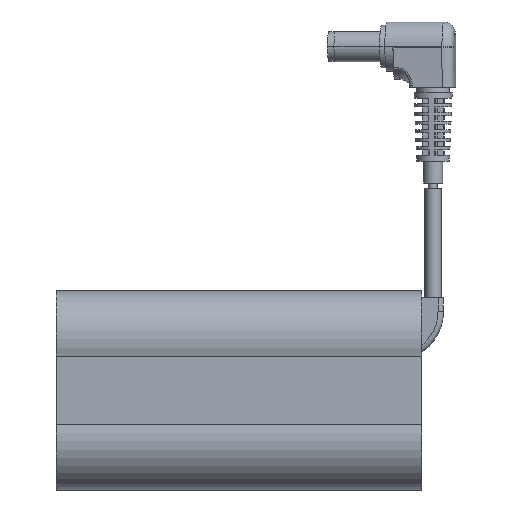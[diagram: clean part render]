
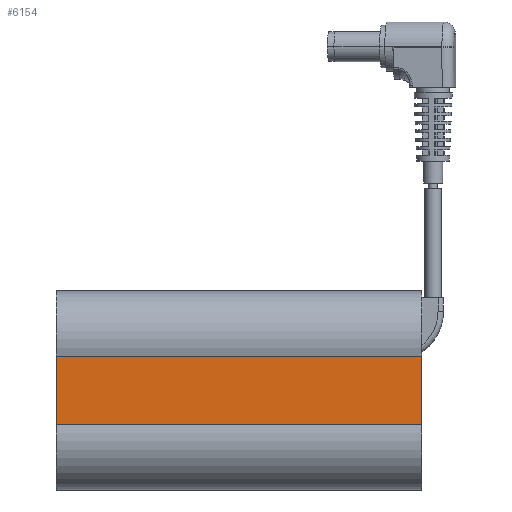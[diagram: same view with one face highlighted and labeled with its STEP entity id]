
A CAD part, front view. The second image highlights one B-rep face of the part: STEP entity #6154.
In plain terms, the highlighted planar face has unit normal (0, -1, 0).
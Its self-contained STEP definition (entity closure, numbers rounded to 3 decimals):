
#446 = CARTESIAN_POINT ( 'NONE',  ( -10.087, 16.744, -3.083 ) ) ;
#553 = CARTESIAN_POINT ( 'NONE',  ( -10.087, 16.744, -3.083 ) ) ;
#1009 = CARTESIAN_POINT ( 'NONE',  ( -10.087, 16.744, -15.667 ) ) ;
#1217 = VERTEX_POINT ( 'NONE', #1009 ) ;
#1218 = LINE ( 'NONE', #9066, #3349 ) ;
#2318 = DIRECTION ( 'NONE',  ( 1., 0., 0. ) ) ;
#2326 = VERTEX_POINT ( 'NONE', #553 ) ;
#2466 = VERTEX_POINT ( 'NONE', #3984 ) ;
#2480 = ORIENTED_EDGE ( 'NONE', *, *, #6890, .T. ) ;
#2677 = DIRECTION ( 'NONE',  ( 0., 1., 0. ) ) ;
#3153 = EDGE_CURVE ( 'NONE', #8993, #2466, #8981, .T. ) ;
#3349 = VECTOR ( 'NONE', #9141, 1000. ) ;
#3442 = ORIENTED_EDGE ( 'NONE', *, *, #6169, .F. ) ;
#3517 = CARTESIAN_POINT ( 'NONE',  ( 56.913, 16.744, -15.667 ) ) ;
#3937 = LINE ( 'NONE', #7130, #10168 ) ;
#3984 = CARTESIAN_POINT ( 'NONE',  ( 56.913, 16.744, -3.083 ) ) ;
#4012 = EDGE_LOOP ( 'NONE', ( #5099, #8791, #3442, #2480 ) ) ;
#4159 = DIRECTION ( 'NONE',  ( 0., 0., 1. ) ) ;
#4664 = VECTOR ( 'NONE', #4159, 1000. ) ;
#5099 = ORIENTED_EDGE ( 'NONE', *, *, #3153, .T. ) ;
#5426 = VECTOR ( 'NONE', #7688, 1000. ) ;
#6154 = ADVANCED_FACE ( 'NONE', ( #6518 ), #8293, .F. ) ;
#6169 = EDGE_CURVE ( 'NONE', #1217, #2326, #1218, .T. ) ;
#6518 = FACE_OUTER_BOUND ( 'NONE', #4012, .T. ) ;
#6578 = CARTESIAN_POINT ( 'NONE',  ( 56.913, 16.744, -15.667 ) ) ;
#6890 = EDGE_CURVE ( 'NONE', #1217, #8993, #3937, .T. ) ;
#7130 = CARTESIAN_POINT ( 'NONE',  ( -10.087, 16.744, -15.667 ) ) ;
#7509 = CARTESIAN_POINT ( 'NONE',  ( -10.087, 16.744, -15.667 ) ) ;
#7682 = AXIS2_PLACEMENT_3D ( 'NONE', #7509, #2677, #8326 ) ;
#7688 = DIRECTION ( 'NONE',  ( 1., 0., 0. ) ) ;
#7835 = LINE ( 'NONE', #446, #5426 ) ;
#8293 = PLANE ( 'NONE',  #7682 ) ;
#8326 = DIRECTION ( 'NONE',  ( 0., 0., 1. ) ) ;
#8562 = EDGE_CURVE ( 'NONE', #2326, #2466, #7835, .T. ) ;
#8791 = ORIENTED_EDGE ( 'NONE', *, *, #8562, .F. ) ;
#8981 = LINE ( 'NONE', #6578, #4664 ) ;
#8993 = VERTEX_POINT ( 'NONE', #3517 ) ;
#9066 = CARTESIAN_POINT ( 'NONE',  ( -10.087, 16.744, -15.667 ) ) ;
#9141 = DIRECTION ( 'NONE',  ( 0., 0., 1. ) ) ;
#10168 = VECTOR ( 'NONE', #2318, 1000. ) ;
